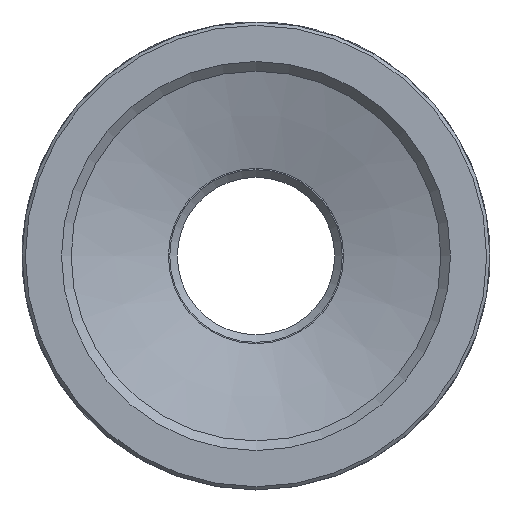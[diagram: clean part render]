
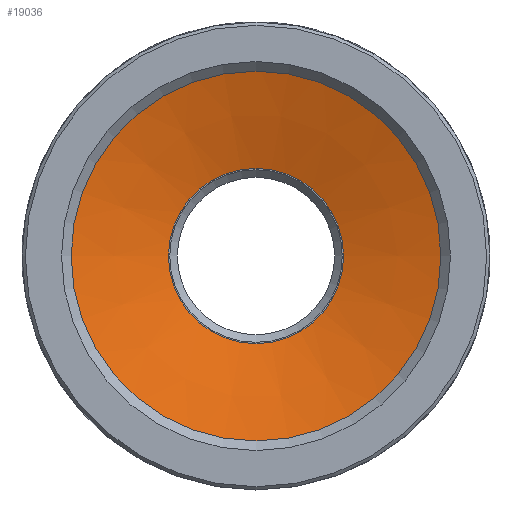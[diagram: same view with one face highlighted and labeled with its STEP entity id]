
A CAD part, left-side view. The second image highlights one B-rep face of the part: STEP entity #19036.
In plain terms, the highlighted conical face has half-angle 73.035 degrees and reference radius 22.435 mm.
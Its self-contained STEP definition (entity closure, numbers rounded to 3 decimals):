
#1973 = VERTEX_POINT ( 'NONE', #20150 ) ;
#2972 = ORIENTED_EDGE ( 'NONE', *, *, #21852, .F. ) ;
#3060 = AXIS2_PLACEMENT_3D ( 'NONE', #6047, #22210, #19928 ) ;
#3196 = CARTESIAN_POINT ( 'NONE',  ( -16.5, 0., 0. ) ) ;
#4893 = ORIENTED_EDGE ( 'NONE', *, *, #4910, .F. ) ;
#4910 = EDGE_CURVE ( 'NONE', #11954, #11954, #23694, .T. ) ;
#5623 = CARTESIAN_POINT ( 'NONE',  ( -16.5, -13.421, 0. ) ) ;
#6047 = CARTESIAN_POINT ( 'NONE',  ( -19.25, 0., 0. ) ) ;
#7225 = DIRECTION ( 'NONE',  ( -1., 0., 0. ) ) ;
#7924 = FACE_BOUND ( 'NONE', #19789, .T. ) ;
#10297 = DIRECTION ( 'NONE',  ( 1., 0., 0. ) ) ;
#11954 = VERTEX_POINT ( 'NONE', #5623 ) ;
#12087 = AXIS2_PLACEMENT_3D ( 'NONE', #3196, #7225, #21761 ) ;
#14657 = CONICAL_SURFACE ( 'NONE', #3060, 22.435, 1.275 ) ;
#15011 = EDGE_LOOP ( 'NONE', ( #2972 ) ) ;
#15231 = DIRECTION ( 'NONE',  ( 0., 1., 0. ) ) ;
#18044 = FACE_OUTER_BOUND ( 'NONE', #15011, .T. ) ;
#19036 = ADVANCED_FACE ( 'NONE', ( #7924, #18044 ), #14657, .F. ) ;
#19267 = CARTESIAN_POINT ( 'NONE',  ( -21.568, 0., 0. ) ) ;
#19789 = EDGE_LOOP ( 'NONE', ( #4893 ) ) ;
#19928 = DIRECTION ( 'NONE',  ( 0., -1., 0. ) ) ;
#20150 = CARTESIAN_POINT ( 'NONE',  ( -21.568, 30.034, 0. ) ) ;
#21443 = AXIS2_PLACEMENT_3D ( 'NONE', #19267, #10297, #15231 ) ;
#21761 = DIRECTION ( 'NONE',  ( 0., -1., 0. ) ) ;
#21852 = EDGE_CURVE ( 'NONE', #1973, #1973, #24470, .T. ) ;
#22210 = DIRECTION ( 'NONE',  ( -1., 0., 0. ) ) ;
#23694 = CIRCLE ( 'NONE', #12087, 13.421 ) ;
#24470 = CIRCLE ( 'NONE', #21443, 30.034 ) ;
